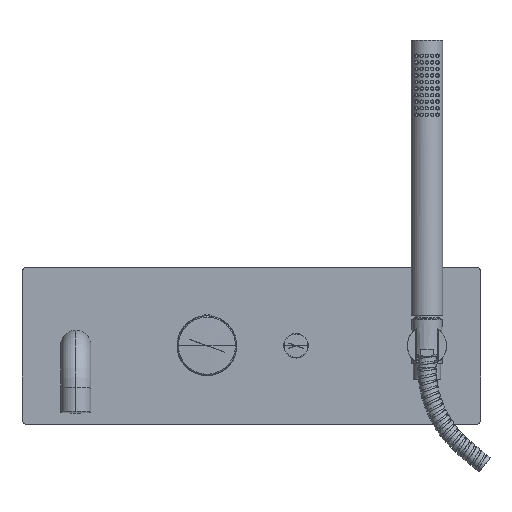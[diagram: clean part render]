
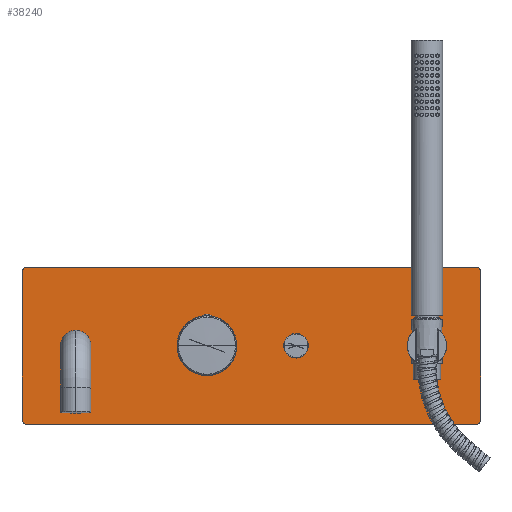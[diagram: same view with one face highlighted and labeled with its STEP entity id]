
A CAD part, top view. The second image highlights one B-rep face of the part: STEP entity #38240.
In plain terms, the highlighted planar face has unit normal (0, 0, 1).
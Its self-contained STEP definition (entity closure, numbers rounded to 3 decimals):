
#21048=CARTESIAN_POINT('',(-137.,-56.,46.));
#21049=DIRECTION('',(0.,0.,1.));
#21050=DIRECTION('',(-1.,0.,0.));
#21051=AXIS2_PLACEMENT_3D('',#21048,#21049,#21050);
#21053=DIRECTION('',(0.,-1.,0.));
#21054=VECTOR('',#21053,112.);
#21055=CARTESIAN_POINT('',(-141.,56.,46.));
#21056=LINE('',#21055,#21054);
#21057=CARTESIAN_POINT('',(-137.,56.,46.));
#21058=DIRECTION('',(0.,0.,1.));
#21059=DIRECTION('',(0.,1.,0.));
#21060=AXIS2_PLACEMENT_3D('',#21057,#21058,#21059);
#21062=DIRECTION('',(-1.,0.,0.));
#21063=VECTOR('',#21062,342.);
#21064=CARTESIAN_POINT('',(205.,60.,46.));
#21065=LINE('',#21064,#21063);
#21066=CARTESIAN_POINT('',(205.,56.,46.));
#21067=DIRECTION('',(0.,0.,1.));
#21068=DIRECTION('',(1.,0.,0.));
#21069=AXIS2_PLACEMENT_3D('',#21066,#21067,#21068);
#21071=DIRECTION('',(0.,1.,0.));
#21072=VECTOR('',#21071,112.);
#21073=CARTESIAN_POINT('',(209.,-56.,46.));
#21074=LINE('',#21073,#21072);
#21075=CARTESIAN_POINT('',(205.,-56.,46.));
#21076=DIRECTION('',(0.,0.,1.));
#21077=DIRECTION('',(0.,-1.,0.));
#21078=AXIS2_PLACEMENT_3D('',#21075,#21076,#21077);
#21080=DIRECTION('',(1.,0.,0.));
#21081=VECTOR('',#21080,342.);
#21082=CARTESIAN_POINT('',(-137.,-60.,46.));
#21083=LINE('',#21082,#21081);
#21084=CARTESIAN_POINT('',(167.8,0.,46.));
#21085=DIRECTION('',(0.,0.,-1.));
#21086=DIRECTION('',(1.,0.,0.));
#21087=AXIS2_PLACEMENT_3D('',#21084,#21085,#21086);
#21089=CARTESIAN_POINT('',(167.8,0.,46.));
#21090=DIRECTION('',(0.,0.,-1.));
#21091=DIRECTION('',(-1.,0.,0.));
#21092=AXIS2_PLACEMENT_3D('',#21089,#21090,#21091);
#21094=CARTESIAN_POINT('',(-100.,0.,46.));
#21095=DIRECTION('',(0.,0.,1.));
#21096=DIRECTION('',(0.,-1.,0.));
#21097=AXIS2_PLACEMENT_3D('',#21094,#21095,#21096);
#21099=CARTESIAN_POINT('',(-100.,0.,46.));
#21100=DIRECTION('',(0.,0.,1.));
#21101=DIRECTION('',(0.,1.,0.));
#21102=AXIS2_PLACEMENT_3D('',#21099,#21100,#21101);
#21172=CARTESIAN_POINT('',(68.,0.,46.));
#21173=DIRECTION('',(0.,0.,-1.));
#21174=DIRECTION('',(-1.,0.,0.));
#21175=AXIS2_PLACEMENT_3D('',#21172,#21173,#21174);
#21177=CARTESIAN_POINT('',(68.,0.,46.));
#21178=DIRECTION('',(0.,0.,-1.));
#21179=DIRECTION('',(1.,0.,0.));
#21180=AXIS2_PLACEMENT_3D('',#21177,#21178,#21179);
#21304=CARTESIAN_POINT('',(0.,0.,46.));
#21305=DIRECTION('',(0.,0.,-1.));
#21306=DIRECTION('',(-1.,0.,0.));
#21307=AXIS2_PLACEMENT_3D('',#21304,#21305,#21306);
#21314=CARTESIAN_POINT('',(0.,0.,46.));
#21315=DIRECTION('',(0.,0.,-1.));
#21316=DIRECTION('',(1.,0.,0.));
#21317=AXIS2_PLACEMENT_3D('',#21314,#21315,#21316);
#26389=CARTESIAN_POINT('',(-141.,-56.,46.));
#26390=VERTEX_POINT('',#26389);
#26391=CARTESIAN_POINT('',(-137.,-60.,46.));
#26392=VERTEX_POINT('',#26391);
#26397=CARTESIAN_POINT('',(-137.,60.,46.));
#26398=VERTEX_POINT('',#26397);
#26399=CARTESIAN_POINT('',(-141.,56.,46.));
#26400=VERTEX_POINT('',#26399);
#26405=CARTESIAN_POINT('',(209.,56.,46.));
#26406=VERTEX_POINT('',#26405);
#26407=CARTESIAN_POINT('',(205.,60.,46.));
#26408=VERTEX_POINT('',#26407);
#26413=CARTESIAN_POINT('',(205.,-60.,46.));
#26414=VERTEX_POINT('',#26413);
#26415=CARTESIAN_POINT('',(209.,-56.,46.));
#26416=VERTEX_POINT('',#26415);
#27164=CARTESIAN_POINT('',(182.8,0.,46.));
#27165=CARTESIAN_POINT('',(152.8,0.,46.));
#27166=VERTEX_POINT('',#27164);
#27167=VERTEX_POINT('',#27165);
#27584=CARTESIAN_POINT('',(-100.,-11.5,46.));
#27585=CARTESIAN_POINT('',(-100.,11.5,46.));
#27586=VERTEX_POINT('',#27584);
#27587=VERTEX_POINT('',#27585);
#27706=CARTESIAN_POINT('',(-22.4,0.,46.));
#27707=CARTESIAN_POINT('',(22.4,0.,46.));
#27708=VERTEX_POINT('',#27706);
#27709=VERTEX_POINT('',#27707);
#27710=CARTESIAN_POINT('',(58.65,0.,46.));
#27711=CARTESIAN_POINT('',(77.35,0.,46.));
#27712=VERTEX_POINT('',#27710);
#27713=VERTEX_POINT('',#27711);
#38195=CARTESIAN_POINT('',(34.,0.,46.));
#38196=DIRECTION('',(0.,0.,1.));
#38197=DIRECTION('',(0.,1.,0.));
#38198=AXIS2_PLACEMENT_3D('',#38195,#38196,#38197);
#38199=PLANE('',#38198);
#38201=ORIENTED_EDGE('',*,*,#38200,.F.);
#38203=ORIENTED_EDGE('',*,*,#38202,.F.);
#38205=ORIENTED_EDGE('',*,*,#38204,.F.);
#38207=ORIENTED_EDGE('',*,*,#38206,.F.);
#38209=ORIENTED_EDGE('',*,*,#38208,.F.);
#38211=ORIENTED_EDGE('',*,*,#38210,.F.);
#38213=ORIENTED_EDGE('',*,*,#38212,.F.);
#38215=ORIENTED_EDGE('',*,*,#38214,.F.);
#38216=EDGE_LOOP('',(#38201,#38203,#38205,#38207,#38209,#38211,#38213,#38215));
#38217=FACE_OUTER_BOUND('',#38216,.F.);
#38219=ORIENTED_EDGE('',*,*,#38218,.F.);
#38221=ORIENTED_EDGE('',*,*,#38220,.F.);
#38222=EDGE_LOOP('',(#38219,#38221));
#38223=FACE_BOUND('',#38222,.F.);
#38225=ORIENTED_EDGE('',*,*,#38224,.F.);
#38227=ORIENTED_EDGE('',*,*,#38226,.F.);
#38228=EDGE_LOOP('',(#38225,#38227));
#38229=FACE_BOUND('',#38228,.F.);
#38230=ORIENTED_EDGE('',*,*,#38088,.F.);
#38231=ORIENTED_EDGE('',*,*,#37978,.F.);
#38232=EDGE_LOOP('',(#38230,#38231));
#38233=FACE_BOUND('',#38232,.F.);
#38235=ORIENTED_EDGE('',*,*,#38234,.T.);
#38237=ORIENTED_EDGE('',*,*,#38236,.T.);
#38238=EDGE_LOOP('',(#38235,#38237));
#38239=FACE_BOUND('',#38238,.F.);
#38240=ADVANCED_FACE('',(#38217,#38223,#38229,#38233,#38239),#38199,.T.);
#21052=CIRCLE('',#21051,4.);
#21061=CIRCLE('',#21060,4.);
#21070=CIRCLE('',#21069,4.);
#21079=CIRCLE('',#21078,4.);
#21088=CIRCLE('',#21087,15.);
#21093=CIRCLE('',#21092,15.);
#21098=CIRCLE('',#21097,11.5);
#21103=CIRCLE('',#21102,11.5);
#21176=CIRCLE('',#21175,9.35);
#21181=CIRCLE('',#21180,9.35);
#21308=CIRCLE('',#21307,22.4);
#21318=CIRCLE('',#21317,22.4);
#37978=EDGE_CURVE('',#27167,#27166,#21093,.T.);
#38088=EDGE_CURVE('',#27166,#27167,#21088,.T.);
#38200=EDGE_CURVE('',#26390,#26392,#21052,.T.);
#38202=EDGE_CURVE('',#26400,#26390,#21056,.T.);
#38204=EDGE_CURVE('',#26398,#26400,#21061,.T.);
#38206=EDGE_CURVE('',#26408,#26398,#21065,.T.);
#38208=EDGE_CURVE('',#26406,#26408,#21070,.T.);
#38210=EDGE_CURVE('',#26416,#26406,#21074,.T.);
#38212=EDGE_CURVE('',#26414,#26416,#21079,.T.);
#38214=EDGE_CURVE('',#26392,#26414,#21083,.T.);
#38218=EDGE_CURVE('',#27712,#27713,#21176,.T.);
#38220=EDGE_CURVE('',#27713,#27712,#21181,.T.);
#38224=EDGE_CURVE('',#27708,#27709,#21308,.T.);
#38226=EDGE_CURVE('',#27709,#27708,#21318,.T.);
#38234=EDGE_CURVE('',#27586,#27587,#21098,.T.);
#38236=EDGE_CURVE('',#27587,#27586,#21103,.T.);
